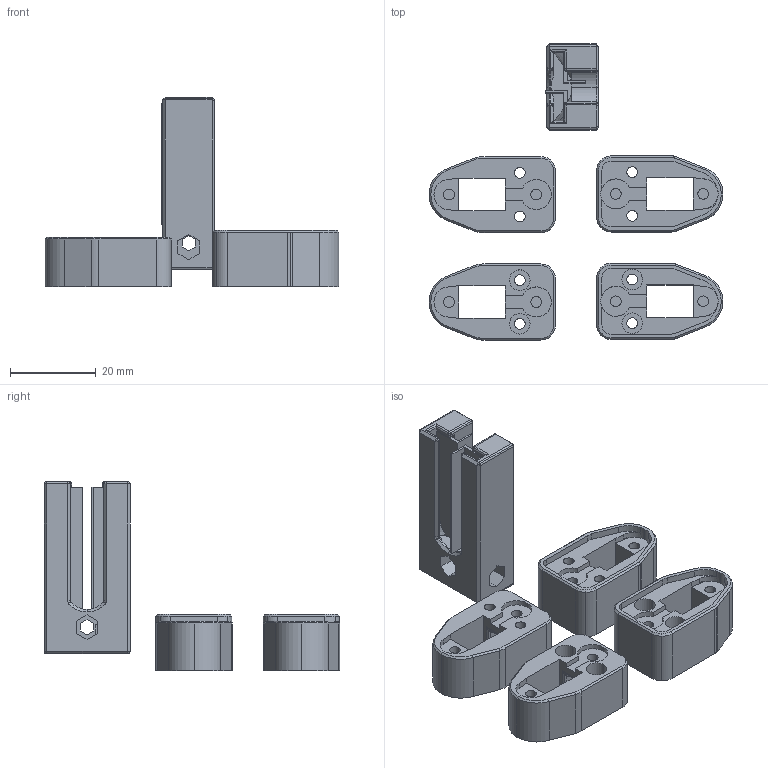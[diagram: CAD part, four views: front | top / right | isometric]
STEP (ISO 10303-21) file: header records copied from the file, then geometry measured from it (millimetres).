
FILE_DESCRIPTION(('STEP AP214'),'1');
FILE_NAME('Modular_Parts.stp','2021-08-01T07:36:53',(' '),(' '),'Spatial InterOp 3D',' ',' ');
FILE_SCHEMA(('automotive_design'));
Length unit declared in the file: inch
Products named in the file (7): 1; 2; 3; 4; 5; 6; 7
Bounding box: 68.35 x 68.85 x 44.07 mm (x, y, z)
Volume: 21727 mm3; surface area: 15466.4 mm2
Topology: 7 solids, 7 shells, 549 faces, 1475 edges, 934 vertices
Faces by surface type: plane 234, cylinder 229, cone 58, bspline 16, sphere 12
Entity records: 22458 total; most frequent: CARTESIAN_POINT 3843, DIRECTION 3079, ORIENTED_EDGE 2910, EDGE_CURVE 1455, AXIS2_PLACEMENT_3D 1123, VERTEX_POINT 934, LINE 833, VECTOR 833
